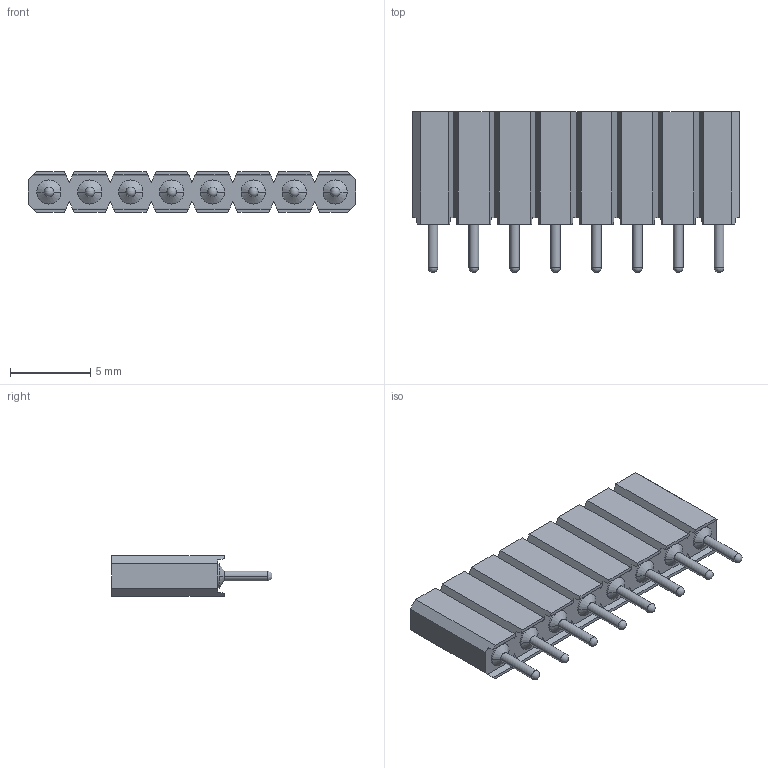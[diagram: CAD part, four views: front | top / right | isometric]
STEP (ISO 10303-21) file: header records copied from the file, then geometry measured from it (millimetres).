
FILE_DESCRIPTION(('STEP AP214'),'1');
FILE_NAME('socket_aw127-08z_-hp.stp','2015-10-25T12:40:39',('TraceParts'),('TraceParts S.A.'),'Spatial InterOp 3D',' ',' ');
FILE_SCHEMA(('automotive_design'));
Length unit declared in the file: millimetre
Products named in the file (1): 1
Bounding box: 20.32 x 10 x 2.54 mm (x, y, z)
Volume: 274.5 mm3; surface area: 802.2 mm2
Topology: 1 solids, 1 shells, 292 faces, 734 edges, 436 vertices
Faces by surface type: cone 112, plane 92, cylinder 64, torus 16, sphere 8
Entity records: 10810 total; most frequent: DIRECTION 1568, CARTESIAN_POINT 1431, ORIENTED_EDGE 1404, EDGE_CURVE 702, AXIS2_PLACEMENT_3D 573, VERTEX_POINT 436, LINE 422, VECTOR 422
